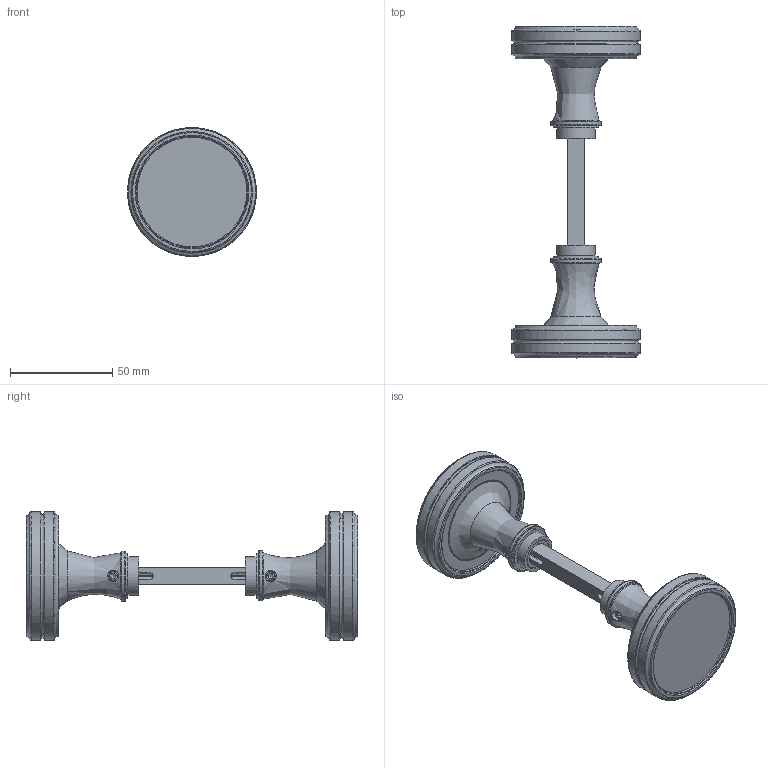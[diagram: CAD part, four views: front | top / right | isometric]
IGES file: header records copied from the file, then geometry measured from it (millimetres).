
Global section: file name: P8061-B; native system: Autodesk Inventor 2018; preprocessor: unknown; author: mblakey; date: 20180430.085350; units: millimetre
Bounding box: 63 x 162.26 x 63 mm (x, y, z)
Volume: 112423.8 mm3; surface area: 41257.5 mm2
Topology: 13 solids, 13 shells, 256 faces, 720 edges, 510 vertices
Faces by surface type: bspline 256
